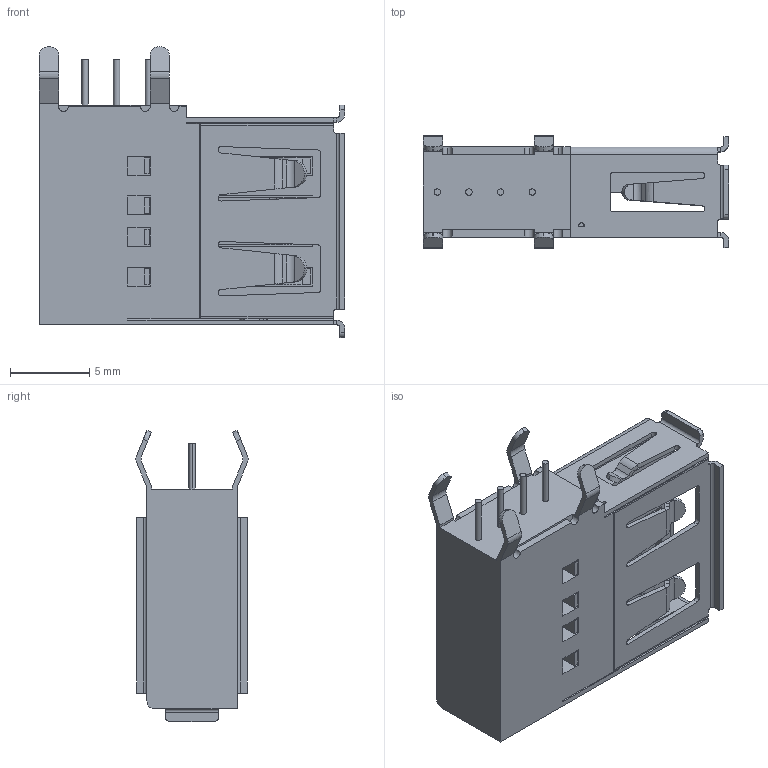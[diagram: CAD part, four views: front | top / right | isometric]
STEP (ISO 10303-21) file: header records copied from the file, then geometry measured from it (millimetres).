
FILE_DESCRIPTION (( 'STEP AP214' ), '1' );
FILE_NAME ('USB-A 111 or DS1095-01 (vertical, angl).STEP', '2023-10-28T19:36:07', ( 'Elessar' ), ( '' ), 'SwSTEP 2.0', 'SolidWorks 2018', '' );
FILE_SCHEMA (( 'AUTOMOTIVE_DESIGN' ));
Length unit declared in the file: millimetre
Products named in the file (1): USB-A 111 or DS1095-01 (vertical, angl)
Bounding box: 19.3 x 7.1 x 18.4 mm (x, y, z)
Volume: 1002.4 mm3; surface area: 1949.3 mm2
Topology: 6 solids, 6 shells, 429 faces, 1132 edges, 716 vertices
Faces by surface type: plane 246, cylinder 139, bspline 44
Entity records: 14829 total; most frequent: CARTESIAN_POINT 3354, ORIENTED_EDGE 2264, DIRECTION 2030, EDGE_CURVE 1132, VECTOR 798, LINE 798, VERTEX_POINT 716, AXIS2_PLACEMENT_3D 616
